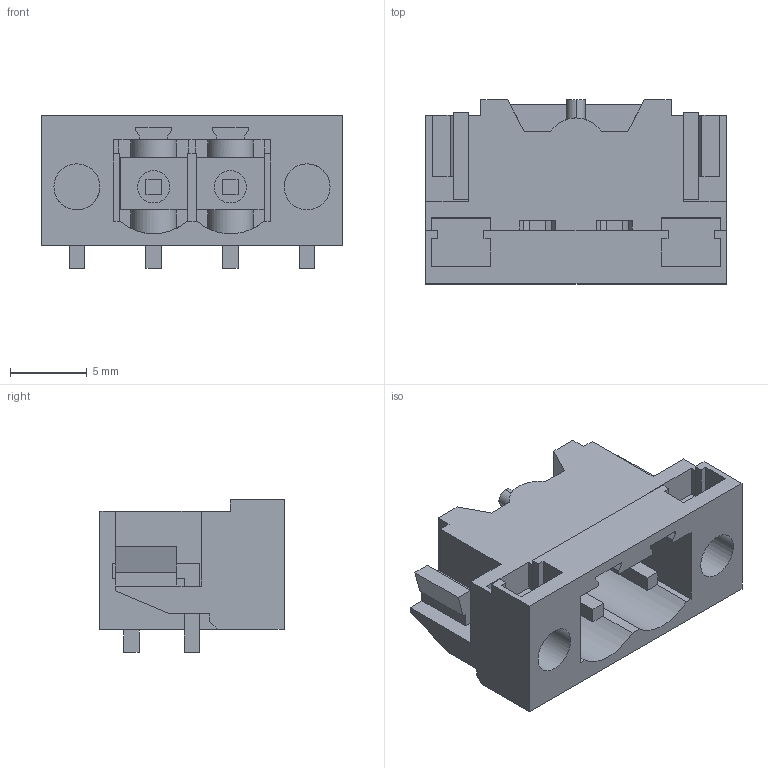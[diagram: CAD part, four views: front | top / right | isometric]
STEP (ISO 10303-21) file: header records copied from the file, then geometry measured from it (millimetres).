
FILE_DESCRIPTION(('CATIA V5 STEP Exchange','CAx-IF Rec.Pracs.--- Model Styling and Organization---1.2---2011-12-15'),'2;1');
FILE_NAME ('7601240_2_1797750000_1797750000.stp','2018-03-12T11:34:29+00:00',('none'),('Weidmueller'),'CATIA Version 5-6 Release 2014','CATIA V5 STEP AP214','none');
FILE_SCHEMA(('AUTOMOTIVE_DESIGN { 1 0 10303 214 1 1 1 1 }'));
Length unit declared in the file: millimetre
Products named in the file (1): 1797750000
Bounding box: 19.6 x 12 x 9.93 mm (x, y, z)
Volume: 916.3 mm3; surface area: 1766.7 mm2
Topology: 5 solids, 5 shells, 216 faces, 625 edges, 416 vertices
Faces by surface type: plane 196, cylinder 20
Entity records: 7171 total; most frequent: CARTESIAN_POINT 1375, ORIENTED_EDGE 1250, DIRECTION 991, EDGE_CURVE 625, VECTOR 577, LINE 577, VERTEX_POINT 416, AXIS2_PLACEMENT_3D 225
